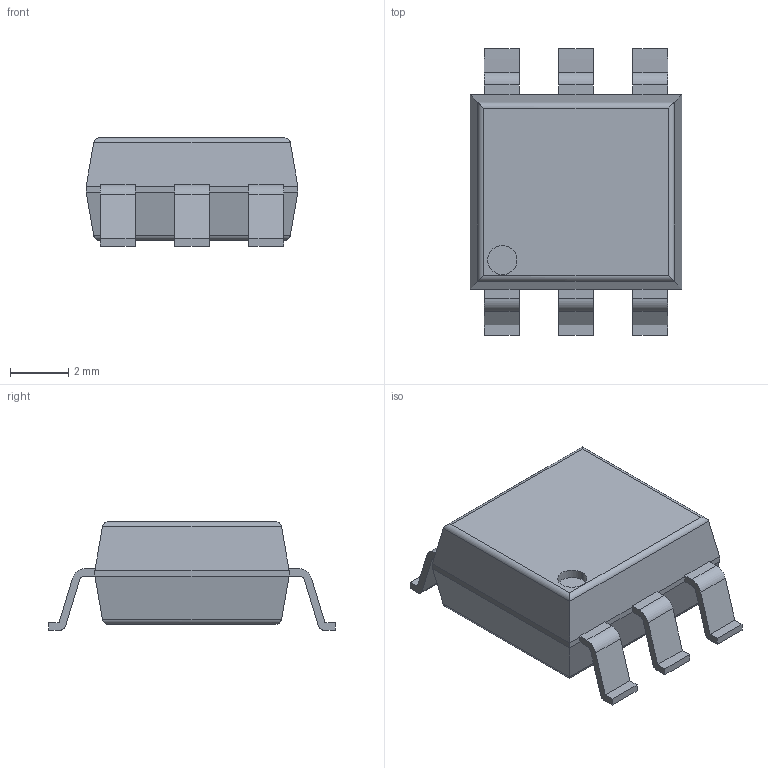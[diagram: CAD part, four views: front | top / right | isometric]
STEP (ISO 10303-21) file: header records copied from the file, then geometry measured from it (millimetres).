
FILE_DESCRIPTION (( 'STEP AP214' ), '1' );
FILE_NAME ('3D655DC3-91C1-4F52-B94F-519BA7C4EA68.STEP', '2024-03-08T19:16:30', ( '' ), ( '' ), 'SwSTEP 2.0', 'SolidWorks 2022', '' );
FILE_SCHEMA (( 'AUTOMOTIVE_DESIGN' ));
Length unit declared in the file: millimetre
Products named in the file (1): 3D655DC3-91C1-4F52-B94F-519BA7C4EA68
Bounding box: 7.25 x 9.8 x 3.71 mm (x, y, z)
Volume: 160.6 mm3; surface area: 224.2 mm2
Topology: 1 solids, 1 shells, 109 faces, 278 edges, 172 vertices
Faces by surface type: plane 81, cylinder 28
Entity records: 4104 total; most frequent: CARTESIAN_POINT 584, ORIENTED_EDGE 556, DIRECTION 530, EDGE_CURVE 278, LINE 230, VECTOR 230, VERTEX_POINT 172, AXIS2_PLACEMENT_3D 150
